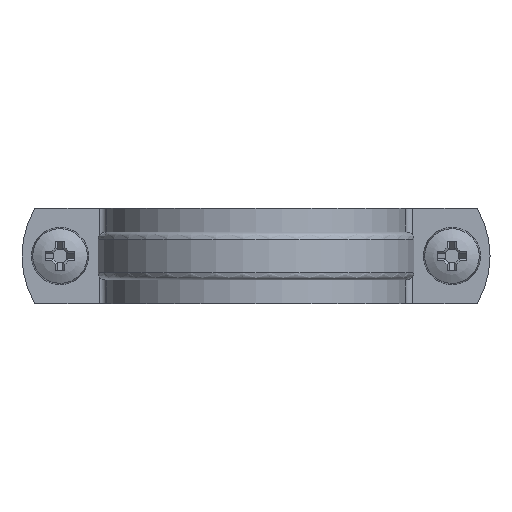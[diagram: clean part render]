
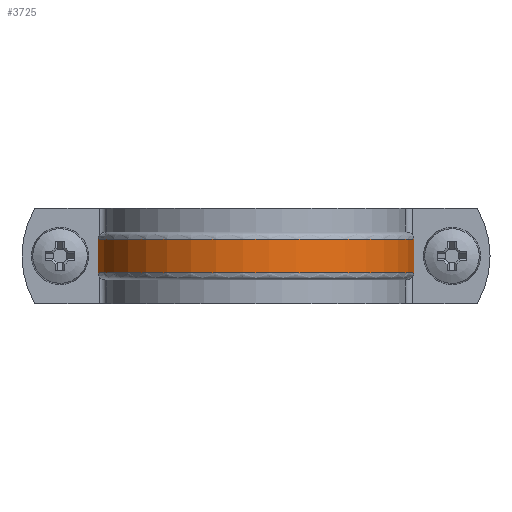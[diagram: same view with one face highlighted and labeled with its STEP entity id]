
A CAD part, front view. The second image highlights one B-rep face of the part: STEP entity #3725.
In plain terms, the highlighted cylindrical face has radius 33.5 mm (diameter 67 mm), a partial arc.
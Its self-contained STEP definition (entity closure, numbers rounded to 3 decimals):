
#3662=CARTESIAN_POINT('',(33.196,-4.5,-3.5));
#3663=VERTEX_POINT('',#3662);
#3673=CARTESIAN_POINT('',(-33.196,-4.5,-3.5));
#3674=VERTEX_POINT('',#3673);
#3675=CARTESIAN_POINT('',(0.0,0.0,-3.5));
#3676=DIRECTION('',(0.0,0.0,-1.0));
#3677=DIRECTION('',(0.,-1.0,0.0));
#3678=AXIS2_PLACEMENT_3D('',#3675,#3676,#3677);
#3679=CIRCLE('',#3678,33.5);
#3680=EDGE_CURVE('',#3663,#3674,#3679,.T.);
#3694=CARTESIAN_POINT('',(0.0,0.0,0.));
#3695=DIRECTION('',(0.0,0.0,1.0));
#3696=DIRECTION('',(0.0,-1.0,0.0));
#3697=AXIS2_PLACEMENT_3D('',#3694,#3695,#3696);
#3698=CYLINDRICAL_SURFACE('',#3697,33.5);
#3699=ORIENTED_EDGE('',*,*,#3680,.F.);
#3700=CARTESIAN_POINT('',(33.196,-4.5,3.5));
#3701=VERTEX_POINT('',#3700);
#3702=CARTESIAN_POINT('',(33.196,-4.5,3.5));
#3703=DIRECTION('',(0.0,0.0,-1.0));
#3704=VECTOR('',#3703,7.);
#3705=LINE('',#3702,#3704);
#3706=EDGE_CURVE('',#3701,#3663,#3705,.T.);
#3707=ORIENTED_EDGE('',*,*,#3706,.F.);
#3708=CARTESIAN_POINT('',(-33.196,-4.5,3.5));
#3709=VERTEX_POINT('',#3708);
#3710=CARTESIAN_POINT('',(0.0,0.0,3.5));
#3711=DIRECTION('',(0.0,0.0,1.0));
#3712=DIRECTION('',(0.,-1.0,0.0));
#3713=AXIS2_PLACEMENT_3D('',#3710,#3711,#3712);
#3714=CIRCLE('',#3713,33.5);
#3715=EDGE_CURVE('',#3709,#3701,#3714,.T.);
#3716=ORIENTED_EDGE('',*,*,#3715,.F.);
#3717=CARTESIAN_POINT('',(-33.196,-4.5,-3.5));
#3718=DIRECTION('',(0.0,0.0,1.0));
#3719=VECTOR('',#3718,7.);
#3720=LINE('',#3717,#3719);
#3721=EDGE_CURVE('',#3674,#3709,#3720,.T.);
#3722=ORIENTED_EDGE('',*,*,#3721,.F.);
#3723=EDGE_LOOP('',(#3699,#3707,#3716,#3722));
#3724=FACE_OUTER_BOUND('',#3723,.T.);
#3725=ADVANCED_FACE('',(#3724),#3698,.T.);
